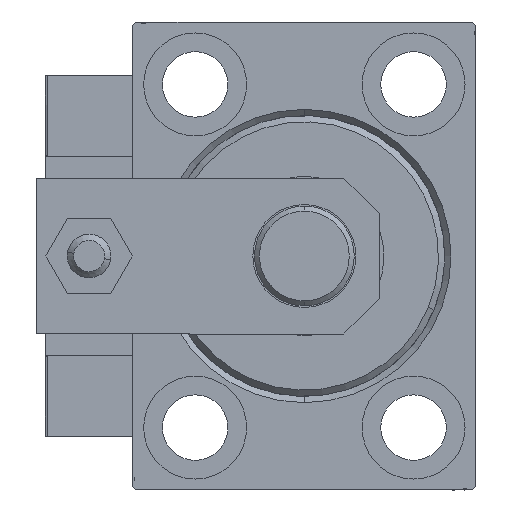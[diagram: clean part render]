
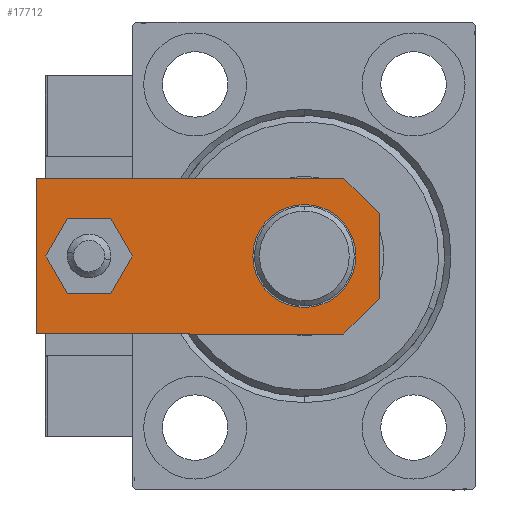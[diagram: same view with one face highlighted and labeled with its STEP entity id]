
A CAD part, left-side view. The second image highlights one B-rep face of the part: STEP entity #17712.
In plain terms, the highlighted face is planar.
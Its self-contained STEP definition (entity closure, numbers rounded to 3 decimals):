
#177 = LINE ( 'NONE', #42497, #12931 ) ;
#872 = CARTESIAN_POINT ( 'NONE',  ( 12.5, 55., 6. ) ) ;
#1820 = CIRCLE ( 'NONE', #17556, 8.25 ) ;
#1863 = LINE ( 'NONE', #13308, #40494 ) ;
#2295 = EDGE_CURVE ( 'NONE', #27934, #22510, #24751, .T. ) ;
#3055 = DIRECTION ( 'NONE',  ( 0., 0., 1. ) ) ;
#3597 = DIRECTION ( 'NONE',  ( 0., 0., 1. ) ) ;
#5144 = VERTEX_POINT ( 'NONE', #15619 ) ;
#5993 = ORIENTED_EDGE ( 'NONE', *, *, #40243, .F. ) ;
#6310 = CARTESIAN_POINT ( 'NONE',  ( 6.84, 0., 6. ) ) ;
#6344 = CARTESIAN_POINT ( 'NONE',  ( -3.42, -3.42, 6. ) ) ;
#6542 = CARTESIAN_POINT ( 'NONE',  ( 12.5, 5.66, 6. ) ) ;
#6627 = EDGE_CURVE ( 'NONE', #15633, #44336, #1820, .T. ) ;
#6934 = DIRECTION ( 'NONE',  ( 0., -1., 0. ) ) ;
#7739 = VECTOR ( 'NONE', #48917, 1000. ) ;
#7917 = CARTESIAN_POINT ( 'NONE',  ( -12.5, 0., 6. ) ) ;
#8173 = LINE ( 'NONE', #7917, #33829 ) ;
#8211 = ORIENTED_EDGE ( 'NONE', *, *, #6627, .F. ) ;
#9197 = DIRECTION ( 'NONE',  ( 1., 0., 0. ) ) ;
#9442 = CARTESIAN_POINT ( 'NONE',  ( 0., 46.5, 6. ) ) ;
#11115 = FACE_BOUND ( 'NONE', #23025, .T. ) ;
#12931 = VECTOR ( 'NONE', #6934, 1000. ) ;
#13063 = DIRECTION ( 'NONE',  ( -1., 0., 0. ) ) ;
#13308 = CARTESIAN_POINT ( 'NONE',  ( 3.42, -3.42, 6. ) ) ;
#13414 = EDGE_CURVE ( 'NONE', #24424, #5144, #33600, .T. ) ;
#15619 = CARTESIAN_POINT ( 'NONE',  ( -6.84, 0., 6. ) ) ;
#15633 = VERTEX_POINT ( 'NONE', #26980 ) ;
#17193 = DIRECTION ( 'NONE',  ( 0.707, 0.707, 0. ) ) ;
#17277 = EDGE_LOOP ( 'NONE', ( #45369, #40380 ) ) ;
#17556 = AXIS2_PLACEMENT_3D ( 'NONE', #30325, #3055, #46148 ) ;
#17712 = ADVANCED_FACE ( 'NONE', ( #23339, #48459, #11115 ), #46441, .T. ) ;
#18139 = CIRCLE ( 'NONE', #25600, 4. ) ;
#18716 = CARTESIAN_POINT ( 'NONE',  ( 0., 46.5, 6. ) ) ;
#18823 = EDGE_CURVE ( 'NONE', #22510, #24424, #177, .T. ) ;
#21137 = ORIENTED_EDGE ( 'NONE', *, *, #33125, .T. ) ;
#21893 = CARTESIAN_POINT ( 'NONE',  ( 8.25, 12., 6. ) ) ;
#22510 = VERTEX_POINT ( 'NONE', #24002 ) ;
#23025 = EDGE_LOOP ( 'NONE', ( #8211, #5993 ) ) ;
#23339 = FACE_BOUND ( 'NONE', #17277, .T. ) ;
#23956 = DIRECTION ( 'NONE',  ( 0., 1., 0. ) ) ;
#24002 = CARTESIAN_POINT ( 'NONE',  ( -12.5, 55., 6. ) ) ;
#24011 = DIRECTION ( 'NONE',  ( 1., 0., 0. ) ) ;
#24424 = VERTEX_POINT ( 'NONE', #46298 ) ;
#24624 = EDGE_CURVE ( 'NONE', #38368, #25613, #1863, .T. ) ;
#24751 = LINE ( 'NONE', #44200, #36503 ) ;
#25042 = DIRECTION ( 'NONE',  ( 1., 0., 0. ) ) ;
#25394 = AXIS2_PLACEMENT_3D ( 'NONE', #29955, #32125, #25042 ) ;
#25600 = AXIS2_PLACEMENT_3D ( 'NONE', #18716, #37656, #26503 ) ;
#25613 = VERTEX_POINT ( 'NONE', #6542 ) ;
#25657 = ORIENTED_EDGE ( 'NONE', *, *, #13414, .T. ) ;
#25888 = EDGE_CURVE ( 'NONE', #34113, #40896, #18139, .T. ) ;
#26503 = DIRECTION ( 'NONE',  ( 1., 0., 0. ) ) ;
#26980 = CARTESIAN_POINT ( 'NONE',  ( -8.25, 12., 6. ) ) ;
#27934 = VERTEX_POINT ( 'NONE', #872 ) ;
#28025 = ORIENTED_EDGE ( 'NONE', *, *, #2295, .T. ) ;
#28877 = LINE ( 'NONE', #48075, #35205 ) ;
#29595 = ORIENTED_EDGE ( 'NONE', *, *, #18823, .T. ) ;
#29955 = CARTESIAN_POINT ( 'NONE',  ( 0., 12., 6. ) ) ;
#30325 = CARTESIAN_POINT ( 'NONE',  ( 0., 12., 6. ) ) ;
#32125 = DIRECTION ( 'NONE',  ( 0., 0., 1. ) ) ;
#33125 = EDGE_CURVE ( 'NONE', #25613, #27934, #28877, .T. ) ;
#33600 = LINE ( 'NONE', #6344, #7739 ) ;
#33829 = VECTOR ( 'NONE', #24011, 1000. ) ;
#34113 = VERTEX_POINT ( 'NONE', #39273 ) ;
#34689 = ORIENTED_EDGE ( 'NONE', *, *, #44281, .T. ) ;
#35205 = VECTOR ( 'NONE', #23956, 1000. ) ;
#35269 = DIRECTION ( 'NONE',  ( 1., 0., 0. ) ) ;
#35459 = ORIENTED_EDGE ( 'NONE', *, *, #24624, .T. ) ;
#36004 = EDGE_LOOP ( 'NONE', ( #29595, #25657, #34689, #35459, #21137, #28025 ) ) ;
#36166 = CIRCLE ( 'NONE', #25394, 8.25 ) ;
#36503 = VECTOR ( 'NONE', #13063, 1000. ) ;
#36672 = EDGE_CURVE ( 'NONE', #40896, #34113, #37833, .T. ) ;
#37656 = DIRECTION ( 'NONE',  ( 0., 0., 1. ) ) ;
#37833 = CIRCLE ( 'NONE', #46138, 4. ) ;
#38368 = VERTEX_POINT ( 'NONE', #6310 ) ;
#39273 = CARTESIAN_POINT ( 'NONE',  ( -4., 46.5, 6. ) ) ;
#40243 = EDGE_CURVE ( 'NONE', #44336, #15633, #36166, .T. ) ;
#40380 = ORIENTED_EDGE ( 'NONE', *, *, #36672, .F. ) ;
#40488 = CARTESIAN_POINT ( 'NONE',  ( 4., 46.5, 6. ) ) ;
#40494 = VECTOR ( 'NONE', #17193, 1000. ) ;
#40896 = VERTEX_POINT ( 'NONE', #40488 ) ;
#41091 = AXIS2_PLACEMENT_3D ( 'NONE', #47468, #3597, #35269 ) ;
#41626 = DIRECTION ( 'NONE',  ( 0., 0., 1. ) ) ;
#42497 = CARTESIAN_POINT ( 'NONE',  ( -12.5, 55., 6. ) ) ;
#44200 = CARTESIAN_POINT ( 'NONE',  ( 12.5, 55., 6. ) ) ;
#44281 = EDGE_CURVE ( 'NONE', #5144, #38368, #8173, .T. ) ;
#44336 = VERTEX_POINT ( 'NONE', #21893 ) ;
#45369 = ORIENTED_EDGE ( 'NONE', *, *, #25888, .F. ) ;
#46138 = AXIS2_PLACEMENT_3D ( 'NONE', #9442, #41626, #9197 ) ;
#46148 = DIRECTION ( 'NONE',  ( 1., 0., 0. ) ) ;
#46298 = CARTESIAN_POINT ( 'NONE',  ( -12.5, 5.66, 6. ) ) ;
#46441 = PLANE ( 'NONE',  #41091 ) ;
#47468 = CARTESIAN_POINT ( 'NONE',  ( 0., 0., 6. ) ) ;
#48075 = CARTESIAN_POINT ( 'NONE',  ( 12.5, 0., 6. ) ) ;
#48459 = FACE_OUTER_BOUND ( 'NONE', #36004, .T. ) ;
#48917 = DIRECTION ( 'NONE',  ( 0.707, -0.707, 0. ) ) ;
